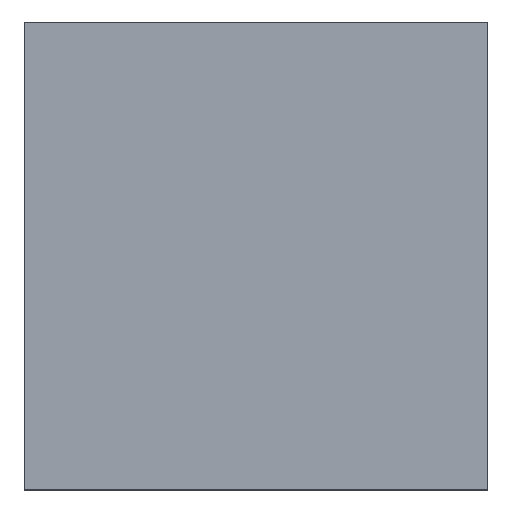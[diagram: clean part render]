
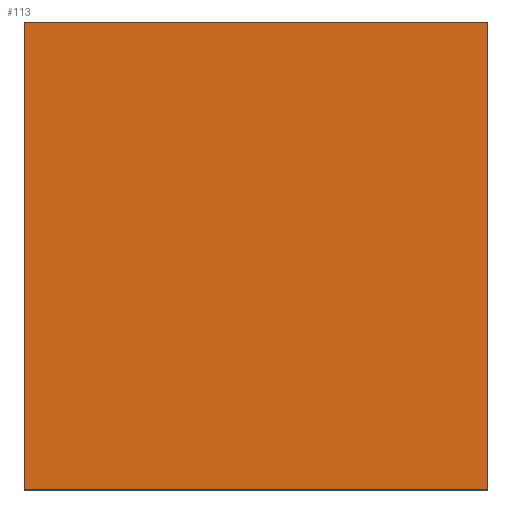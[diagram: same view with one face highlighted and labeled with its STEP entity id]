
A CAD part, top view. The second image highlights one B-rep face of the part: STEP entity #113.
In plain terms, the highlighted planar face has unit normal (0, 0, 1).
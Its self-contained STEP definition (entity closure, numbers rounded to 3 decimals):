
#27=FACE_OUTER_BOUND('',#33,.T.);
#33=EDGE_LOOP('',(#95,#96,#97,#98));
#37=LINE('',#183,#49);
#40=LINE('',#189,#52);
#43=LINE('',#195,#55);
#46=LINE('',#199,#58);
#49=VECTOR('',#149,10.);
#52=VECTOR('',#154,10.);
#55=VECTOR('',#159,10.);
#58=VECTOR('',#164,10.);
#61=VERTEX_POINT('',#180);
#62=VERTEX_POINT('',#182);
#64=VERTEX_POINT('',#188);
#66=VERTEX_POINT('',#194);
#69=EDGE_CURVE('',#62,#61,#37,.T.);
#72=EDGE_CURVE('',#64,#62,#40,.T.);
#75=EDGE_CURVE('',#66,#64,#43,.T.);
#78=EDGE_CURVE('',#61,#66,#46,.T.);
#95=ORIENTED_EDGE('',*,*,#78,.T.);
#96=ORIENTED_EDGE('',*,*,#75,.T.);
#97=ORIENTED_EDGE('',*,*,#72,.T.);
#98=ORIENTED_EDGE('',*,*,#69,.T.);
#107=PLANE('',#135);
#113=ADVANCED_FACE('',(#27),#107,.T.);
#135=AXIS2_PLACEMENT_3D('',#200,#165,#166);
#149=DIRECTION('',(-1.,0.,0.));
#154=DIRECTION('',(0.,1.,0.));
#159=DIRECTION('',(1.,0.,0.));
#164=DIRECTION('',(0.,-1.,0.));
#165=DIRECTION('center_axis',(0.,0.,1.));
#166=DIRECTION('ref_axis',(1.,0.,0.));
#180=CARTESIAN_POINT('',(0.,44.958,2.));
#182=CARTESIAN_POINT('',(44.562,44.958,2.));
#183=CARTESIAN_POINT('',(44.562,44.958,2.));
#188=CARTESIAN_POINT('',(44.562,0.,2.));
#189=CARTESIAN_POINT('',(44.562,0.,2.));
#194=CARTESIAN_POINT('',(0.,0.,2.));
#195=CARTESIAN_POINT('',(0.,0.,2.));
#199=CARTESIAN_POINT('',(0.,44.958,2.));
#200=CARTESIAN_POINT('Origin',(22.281,22.479,2.));
